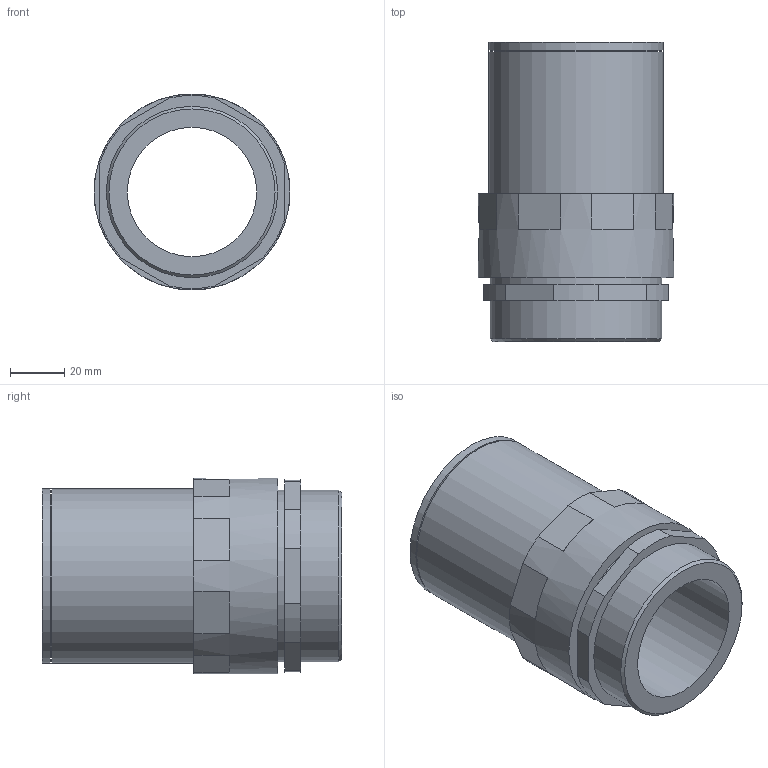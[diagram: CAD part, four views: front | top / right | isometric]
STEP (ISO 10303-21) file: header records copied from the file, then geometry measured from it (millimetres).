
FILE_DESCRIPTION( ( 'STEP AP203' ), '1' );
FILE_NAME( 'FLEXA RQGKZP-M 5112.754.263.stp', '2020-03-24T15:07:30', ( 'License CC BY-ND 4.0' ), ( 'CADENAS' ), ' ', 'PARTsolutions', ' ' );
FILE_SCHEMA( ( 'CONFIG_CONTROL_DESIGN' ) );
Length unit declared in the file: millimetre
Products named in the file (1): _FLEXA RQGKZP-M 5112.754.263
Bounding box: 72 x 110 x 72 mm (x, y, z)
Volume: 154897.5 mm3; surface area: 47812.9 mm2
Topology: 1 solids, 1 shells, 47 faces, 112 edges, 74 vertices
Faces by surface type: plane 31, cylinder 14, cone 1, torus 1
Full cylindrical faces by diameter (mm): 47.5 x1, 54.5 x1, 56.5 x1, 63 x2, 64 x2, 72 x1
Entity records: 1364 total; most frequent: DIRECTION 242, CARTESIAN_POINT 222, ORIENTED_EDGE 202, EDGE_CURVE 101, AXIS2_PLACEMENT_3D 93, VERTEX_POINT 73, EDGE_LOOP 66, FACE_OUTER_BOUND 56
